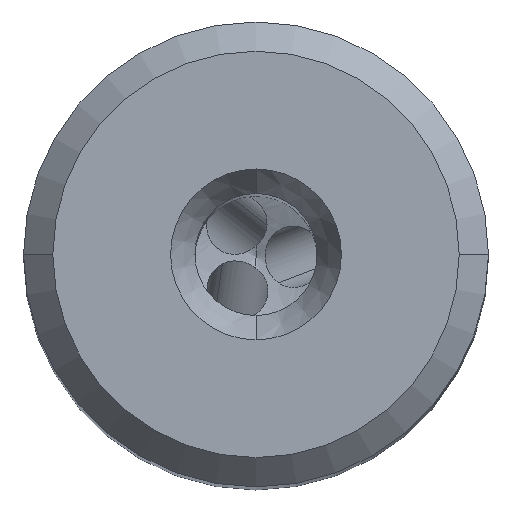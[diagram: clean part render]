
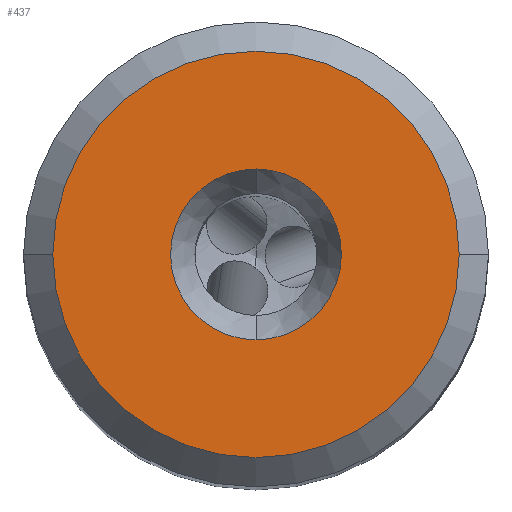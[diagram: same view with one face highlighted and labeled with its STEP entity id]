
A CAD part, top view. The second image highlights one B-rep face of the part: STEP entity #437.
In plain terms, the highlighted planar face has unit normal (0, 0, 1).
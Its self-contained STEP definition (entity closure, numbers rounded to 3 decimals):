
#139=FACE_BOUND('',#1192,.T.);
#140=FACE_BOUND('',#1193,.T.);
#256=PLANE('',#6125);
#437=ADVANCED_FACE('',(#139,#140),#256,.T.);
#1192=EDGE_LOOP('',(#3288,#3289,#3290));
#1193=EDGE_LOOP('',(#3291,#3292));
#2135=CIRCLE('',#6119,3.5);
#2136=CIRCLE('',#6121,8.325);
#2137=CIRCLE('',#6122,8.325);
#2138=CIRCLE('',#6123,8.325);
#2139=CIRCLE('',#6124,3.5);
#3288=ORIENTED_EDGE('',*,*,#5117,.F.);
#3289=ORIENTED_EDGE('',*,*,#5118,.F.);
#3290=ORIENTED_EDGE('',*,*,#5119,.F.);
#3291=ORIENTED_EDGE('',*,*,#5120,.F.);
#3292=ORIENTED_EDGE('',*,*,#5116,.F.);
#4382=VERTEX_POINT('',#12489);
#4383=VERTEX_POINT('',#12491);
#4384=VERTEX_POINT('',#12495);
#4385=VERTEX_POINT('',#12496);
#4386=VERTEX_POINT('',#12498);
#5116=EDGE_CURVE('',#4383,#4382,#2135,.T.);
#5117=EDGE_CURVE('',#4384,#4385,#2136,.T.);
#5118=EDGE_CURVE('',#4386,#4384,#2137,.T.);
#5119=EDGE_CURVE('',#4385,#4386,#2138,.T.);
#5120=EDGE_CURVE('',#4382,#4383,#2139,.T.);
#6119=AXIS2_PLACEMENT_3D('',#12492,#7293,#7294);
#6121=AXIS2_PLACEMENT_3D('',#12494,#7297,#7298);
#6122=AXIS2_PLACEMENT_3D('',#12497,#7299,#7300);
#6123=AXIS2_PLACEMENT_3D('',#12499,#7301,#7302);
#6124=AXIS2_PLACEMENT_3D('',#12500,#7303,#7304);
#6125=AXIS2_PLACEMENT_3D('',#12501,#7305,#7306);
#7293=DIRECTION('',(0.,0.,1.));
#7294=DIRECTION('',(0.,-1.,0.));
#7297=DIRECTION('',(0.,0.,-1.));
#7298=DIRECTION('',(-1.,0.,0.));
#7299=DIRECTION('',(0.,0.,-1.));
#7300=DIRECTION('',(0.,-1.,0.));
#7301=DIRECTION('',(0.,0.,-1.));
#7302=DIRECTION('',(1.,0.,0.));
#7303=DIRECTION('',(0.,0.,1.));
#7304=DIRECTION('',(0.,1.,0.));
#7305=DIRECTION('',(0.,0.,1.));
#7306=DIRECTION('',(-1.,0.,0.));
#12489=CARTESIAN_POINT('',(0.,3.5,0.));
#12491=CARTESIAN_POINT('',(0.,-3.5,0.));
#12492=CARTESIAN_POINT('',(0.,0.,0.));
#12494=CARTESIAN_POINT('',(0.,0.,0.));
#12495=CARTESIAN_POINT('',(-8.325,0.,0.));
#12496=CARTESIAN_POINT('',(8.325,0.,0.));
#12497=CARTESIAN_POINT('',(0.,0.,0.));
#12498=CARTESIAN_POINT('',(0.,-8.325,0.));
#12499=CARTESIAN_POINT('',(0.,0.,0.));
#12500=CARTESIAN_POINT('',(0.,0.,0.));
#12501=CARTESIAN_POINT('',(0.,0.,0.));
